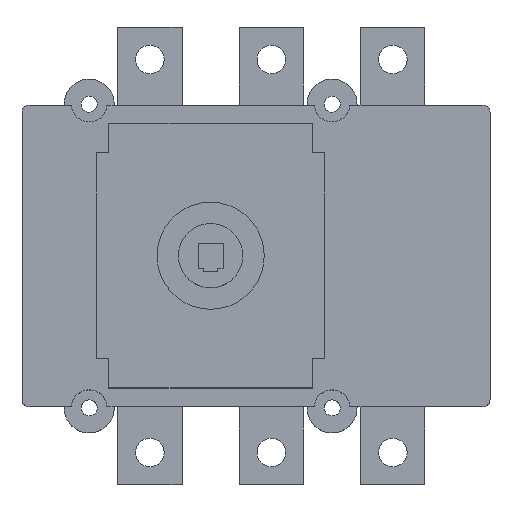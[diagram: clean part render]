
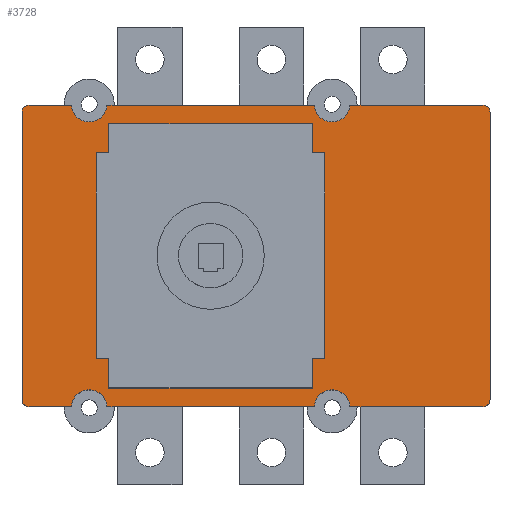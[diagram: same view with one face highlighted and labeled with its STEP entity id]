
A CAD part, top view. The second image highlights one B-rep face of the part: STEP entity #3728.
In plain terms, the highlighted planar face has unit normal (0, 0, 1).
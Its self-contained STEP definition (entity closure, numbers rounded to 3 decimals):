
#3134=CARTESIAN_POINT('',(81.3,28.8,38.5));
#3135=VERTEX_POINT('',#3134);
#3142=CARTESIAN_POINT('',(81.3,37.,38.5));
#3143=VERTEX_POINT('',#3142);
#3144=CARTESIAN_POINT('',(81.3,37.,38.5));
#3145=DIRECTION('',(0.0,-1.0,0.0));
#3146=VECTOR('',#3145,8.2);
#3147=LINE('',#3144,#3146);
#3148=EDGE_CURVE('',#3143,#3135,#3147,.T.);
#3172=CARTESIAN_POINT('',(84.8,28.8,38.5));
#3173=VERTEX_POINT('',#3172);
#3180=CARTESIAN_POINT('',(81.3,28.8,38.5));
#3181=DIRECTION('',(1.0,0.0,0.0));
#3182=VECTOR('',#3181,3.5);
#3183=LINE('',#3180,#3182);
#3184=EDGE_CURVE('',#3135,#3173,#3183,.T.);
#3203=CARTESIAN_POINT('',(84.8,-28.8,38.5));
#3204=VERTEX_POINT('',#3203);
#3211=CARTESIAN_POINT('',(84.8,28.8,38.5));
#3212=DIRECTION('',(0.0,-1.0,0.0));
#3213=VECTOR('',#3212,57.6);
#3214=LINE('',#3211,#3213);
#3215=EDGE_CURVE('',#3173,#3204,#3214,.T.);
#3234=CARTESIAN_POINT('',(81.3,-28.8,38.5));
#3235=VERTEX_POINT('',#3234);
#3242=CARTESIAN_POINT('',(84.8,-28.8,38.5));
#3243=DIRECTION('',(-1.0,0.0,0.0));
#3244=VECTOR('',#3243,3.5);
#3245=LINE('',#3242,#3244);
#3246=EDGE_CURVE('',#3204,#3235,#3245,.T.);
#3265=CARTESIAN_POINT('',(81.3,-37.,38.5));
#3266=VERTEX_POINT('',#3265);
#3273=CARTESIAN_POINT('',(81.3,-28.8,38.5));
#3274=DIRECTION('',(0.0,-1.0,0.0));
#3275=VECTOR('',#3274,8.2);
#3276=LINE('',#3273,#3275);
#3277=EDGE_CURVE('',#3235,#3266,#3276,.T.);
#3296=CARTESIAN_POINT('',(24.3,-37.0,38.5));
#3297=VERTEX_POINT('',#3296);
#3304=CARTESIAN_POINT('',(81.3,-37.,38.5));
#3305=DIRECTION('',(-1.0,0.0,0.0));
#3306=VECTOR('',#3305,57.);
#3307=LINE('',#3304,#3306);
#3308=EDGE_CURVE('',#3266,#3297,#3307,.T.);
#3327=CARTESIAN_POINT('',(24.3,-28.8,38.5));
#3328=VERTEX_POINT('',#3327);
#3335=CARTESIAN_POINT('',(24.3,-37.0,38.5));
#3336=DIRECTION('',(0.0,1.0,0.0));
#3337=VECTOR('',#3336,8.2);
#3338=LINE('',#3335,#3337);
#3339=EDGE_CURVE('',#3297,#3328,#3338,.T.);
#3358=CARTESIAN_POINT('',(20.8,-28.8,38.5));
#3359=VERTEX_POINT('',#3358);
#3366=CARTESIAN_POINT('',(24.3,-28.8,38.5));
#3367=DIRECTION('',(-1.0,0.0,0.0));
#3368=VECTOR('',#3367,3.5);
#3369=LINE('',#3366,#3368);
#3370=EDGE_CURVE('',#3328,#3359,#3369,.T.);
#3389=CARTESIAN_POINT('',(20.8,28.8,38.5));
#3390=VERTEX_POINT('',#3389);
#3397=CARTESIAN_POINT('',(20.8,-28.8,38.5));
#3398=DIRECTION('',(0.0,1.0,0.0));
#3399=VECTOR('',#3398,57.6);
#3400=LINE('',#3397,#3399);
#3401=EDGE_CURVE('',#3359,#3390,#3400,.T.);
#3420=CARTESIAN_POINT('',(24.3,28.8,38.5));
#3421=VERTEX_POINT('',#3420);
#3428=CARTESIAN_POINT('',(20.8,28.8,38.5));
#3429=DIRECTION('',(1.0,0.0,0.0));
#3430=VECTOR('',#3429,3.5);
#3431=LINE('',#3428,#3430);
#3432=EDGE_CURVE('',#3390,#3421,#3431,.T.);
#3451=CARTESIAN_POINT('',(24.3,37.,38.5));
#3452=VERTEX_POINT('',#3451);
#3459=CARTESIAN_POINT('',(24.3,28.8,38.5));
#3460=DIRECTION('',(0.0,1.0,0.0));
#3461=VECTOR('',#3460,8.2);
#3462=LINE('',#3459,#3461);
#3463=EDGE_CURVE('',#3421,#3452,#3462,.T.);
#3481=CARTESIAN_POINT('',(24.3,37.,38.5));
#3482=DIRECTION('',(1.0,0.0,0.0));
#3483=VECTOR('',#3482,57.0);
#3484=LINE('',#3481,#3483);
#3485=EDGE_CURVE('',#3452,#3143,#3484,.T.);
#3520=CARTESIAN_POINT('',(129.0,42.2,38.5));
#3521=VERTEX_POINT('',#3520);
#3522=CARTESIAN_POINT('',(131.0,40.2,38.5));
#3523=VERTEX_POINT('',#3522);
#3524=CARTESIAN_POINT('',(129.0,40.2,38.5));
#3525=DIRECTION('',(0.0,0.0,-1.0));
#3526=DIRECTION('',(0.707,0.707,0.0));
#3527=AXIS2_PLACEMENT_3D('',#3524,#3525,#3526);
#3528=CIRCLE('',#3527,2.0);
#3529=EDGE_CURVE('',#3521,#3523,#3528,.T.);
#3563=CARTESIAN_POINT('',(131.0,-40.2,38.5));
#3564=VERTEX_POINT('',#3563);
#3565=CARTESIAN_POINT('',(131.,40.2,38.5));
#3566=DIRECTION('',(0.0,-1.0,0.0));
#3567=VECTOR('',#3566,80.4);
#3568=LINE('',#3565,#3567);
#3569=EDGE_CURVE('',#3523,#3564,#3568,.T.);
#3588=CARTESIAN_POINT('',(65.5,0.,38.5));
#3589=DIRECTION('',(0.0,0.0,1.0));
#3590=DIRECTION('',(1.0,0.0,0.0));
#3591=AXIS2_PLACEMENT_3D('',#3588,#3589,#3590);
#3592=PLANE('',#3591);
#3593=ORIENTED_EDGE('',*,*,#3529,.F.);
#3594=CARTESIAN_POINT('',(91.791,42.2,38.5));
#3595=VERTEX_POINT('',#3594);
#3596=CARTESIAN_POINT('',(91.791,42.2,38.5));
#3597=DIRECTION('',(1.0,0.0,0.0));
#3598=VECTOR('',#3597,37.209);
#3599=LINE('',#3596,#3598);
#3600=EDGE_CURVE('',#3595,#3521,#3599,.T.);
#3601=ORIENTED_EDGE('',*,*,#3600,.F.);
#3602=CARTESIAN_POINT('',(81.809,42.2,38.5));
#3603=VERTEX_POINT('',#3602);
#3604=CARTESIAN_POINT('',(86.8,42.5,38.5));
#3605=DIRECTION('',(0.0,0.0,-1.0));
#3606=DIRECTION('',(-0.998,-0.06,0.0));
#3607=AXIS2_PLACEMENT_3D('',#3604,#3605,#3606);
#3608=CIRCLE('',#3607,5.);
#3609=EDGE_CURVE('',#3595,#3603,#3608,.T.);
#3610=ORIENTED_EDGE('',*,*,#3609,.T.);
#3611=CARTESIAN_POINT('',(23.791,42.2,38.5));
#3612=VERTEX_POINT('',#3611);
#3613=CARTESIAN_POINT('',(23.791,42.2,38.5));
#3614=DIRECTION('',(1.0,0.0,0.0));
#3615=VECTOR('',#3614,58.018);
#3616=LINE('',#3613,#3615);
#3617=EDGE_CURVE('',#3612,#3603,#3616,.T.);
#3618=ORIENTED_EDGE('',*,*,#3617,.F.);
#3619=CARTESIAN_POINT('',(13.809,42.2,38.5));
#3620=VERTEX_POINT('',#3619);
#3621=CARTESIAN_POINT('',(18.8,42.5,38.5));
#3622=DIRECTION('',(0.0,0.0,-1.0));
#3623=DIRECTION('',(-0.998,-0.06,0.0));
#3624=AXIS2_PLACEMENT_3D('',#3621,#3622,#3623);
#3625=CIRCLE('',#3624,5.);
#3626=EDGE_CURVE('',#3612,#3620,#3625,.T.);
#3627=ORIENTED_EDGE('',*,*,#3626,.T.);
#3628=CARTESIAN_POINT('',(2.,42.2,38.5));
#3629=VERTEX_POINT('',#3628);
#3630=CARTESIAN_POINT('',(2.0,42.2,38.5));
#3631=DIRECTION('',(1.0,0.0,0.0));
#3632=VECTOR('',#3631,11.809);
#3633=LINE('',#3630,#3632);
#3634=EDGE_CURVE('',#3629,#3620,#3633,.T.);
#3635=ORIENTED_EDGE('',*,*,#3634,.F.);
#3636=CARTESIAN_POINT('',(0.,40.2,38.5));
#3637=VERTEX_POINT('',#3636);
#3638=CARTESIAN_POINT('',(2.,40.2,38.5));
#3639=DIRECTION('',(0.0,0.0,-1.0));
#3640=DIRECTION('',(-0.707,0.707,0.0));
#3641=AXIS2_PLACEMENT_3D('',#3638,#3639,#3640);
#3642=CIRCLE('',#3641,2.0);
#3643=EDGE_CURVE('',#3637,#3629,#3642,.T.);
#3644=ORIENTED_EDGE('',*,*,#3643,.F.);
#3645=CARTESIAN_POINT('',(0.,-40.2,38.5));
#3646=VERTEX_POINT('',#3645);
#3647=CARTESIAN_POINT('',(0.,-40.2,38.5));
#3648=DIRECTION('',(0.0,1.0,0.0));
#3649=VECTOR('',#3648,80.4);
#3650=LINE('',#3647,#3649);
#3651=EDGE_CURVE('',#3646,#3637,#3650,.T.);
#3652=ORIENTED_EDGE('',*,*,#3651,.F.);
#3653=CARTESIAN_POINT('',(2.,-42.2,38.5));
#3654=VERTEX_POINT('',#3653);
#3655=CARTESIAN_POINT('',(2.,-40.2,38.5));
#3656=DIRECTION('',(0.0,0.0,-1.0));
#3657=DIRECTION('',(-0.707,-0.707,0.0));
#3658=AXIS2_PLACEMENT_3D('',#3655,#3656,#3657);
#3659=CIRCLE('',#3658,2.0);
#3660=EDGE_CURVE('',#3654,#3646,#3659,.T.);
#3661=ORIENTED_EDGE('',*,*,#3660,.F.);
#3662=CARTESIAN_POINT('',(13.809,-42.2,38.5));
#3663=VERTEX_POINT('',#3662);
#3664=CARTESIAN_POINT('',(13.809,-42.2,38.5));
#3665=DIRECTION('',(-1.0,0.0,0.0));
#3666=VECTOR('',#3665,11.809);
#3667=LINE('',#3664,#3666);
#3668=EDGE_CURVE('',#3663,#3654,#3667,.T.);
#3669=ORIENTED_EDGE('',*,*,#3668,.F.);
#3670=CARTESIAN_POINT('',(23.791,-42.2,38.5));
#3671=VERTEX_POINT('',#3670);
#3672=CARTESIAN_POINT('',(18.8,-42.5,38.5));
#3673=DIRECTION('',(0.0,0.0,-1.0));
#3674=DIRECTION('',(0.998,0.06,0.0));
#3675=AXIS2_PLACEMENT_3D('',#3672,#3673,#3674);
#3676=CIRCLE('',#3675,5.0);
#3677=EDGE_CURVE('',#3663,#3671,#3676,.T.);
#3678=ORIENTED_EDGE('',*,*,#3677,.T.);
#3679=CARTESIAN_POINT('',(81.809,-42.2,38.5));
#3680=VERTEX_POINT('',#3679);
#3681=CARTESIAN_POINT('',(81.809,-42.2,38.5));
#3682=DIRECTION('',(-1.0,0.0,0.0));
#3683=VECTOR('',#3682,58.018);
#3684=LINE('',#3681,#3683);
#3685=EDGE_CURVE('',#3680,#3671,#3684,.T.);
#3686=ORIENTED_EDGE('',*,*,#3685,.F.);
#3687=CARTESIAN_POINT('',(91.791,-42.2,38.5));
#3688=VERTEX_POINT('',#3687);
#3689=CARTESIAN_POINT('',(86.8,-42.5,38.5));
#3690=DIRECTION('',(0.0,0.0,-1.0));
#3691=DIRECTION('',(0.998,0.06,0.0));
#3692=AXIS2_PLACEMENT_3D('',#3689,#3690,#3691);
#3693=CIRCLE('',#3692,5.);
#3694=EDGE_CURVE('',#3680,#3688,#3693,.T.);
#3695=ORIENTED_EDGE('',*,*,#3694,.T.);
#3696=CARTESIAN_POINT('',(129.,-42.2,38.5));
#3697=VERTEX_POINT('',#3696);
#3698=CARTESIAN_POINT('',(129.,-42.2,38.5));
#3699=DIRECTION('',(-1.0,0.0,0.0));
#3700=VECTOR('',#3699,37.209);
#3701=LINE('',#3698,#3700);
#3702=EDGE_CURVE('',#3697,#3688,#3701,.T.);
#3703=ORIENTED_EDGE('',*,*,#3702,.F.);
#3704=CARTESIAN_POINT('',(129.,-40.2,38.5));
#3705=DIRECTION('',(0.0,0.0,-1.0));
#3706=DIRECTION('',(0.707,-0.707,0.0));
#3707=AXIS2_PLACEMENT_3D('',#3704,#3705,#3706);
#3708=CIRCLE('',#3707,2.0);
#3709=EDGE_CURVE('',#3564,#3697,#3708,.T.);
#3710=ORIENTED_EDGE('',*,*,#3709,.F.);
#3711=ORIENTED_EDGE('',*,*,#3569,.F.);
#3712=EDGE_LOOP('',(#3593,#3601,#3610,#3618,#3627,#3635,#3644,#3652,#3661,#3669,#3678,#3686,#3695,#3703,#3710,#3711));
#3713=FACE_OUTER_BOUND('',#3712,.T.);
#3714=ORIENTED_EDGE('',*,*,#3148,.T.);
#3715=ORIENTED_EDGE('',*,*,#3184,.T.);
#3716=ORIENTED_EDGE('',*,*,#3215,.T.);
#3717=ORIENTED_EDGE('',*,*,#3246,.T.);
#3718=ORIENTED_EDGE('',*,*,#3277,.T.);
#3719=ORIENTED_EDGE('',*,*,#3308,.T.);
#3720=ORIENTED_EDGE('',*,*,#3339,.T.);
#3721=ORIENTED_EDGE('',*,*,#3370,.T.);
#3722=ORIENTED_EDGE('',*,*,#3401,.T.);
#3723=ORIENTED_EDGE('',*,*,#3432,.T.);
#3724=ORIENTED_EDGE('',*,*,#3463,.T.);
#3725=ORIENTED_EDGE('',*,*,#3485,.T.);
#3726=EDGE_LOOP('',(#3714,#3715,#3716,#3717,#3718,#3719,#3720,#3721,#3722,#3723,#3724,#3725));
#3727=FACE_BOUND('',#3726,.T.);
#3728=ADVANCED_FACE('',(#3713,#3727),#3592,.T.);
